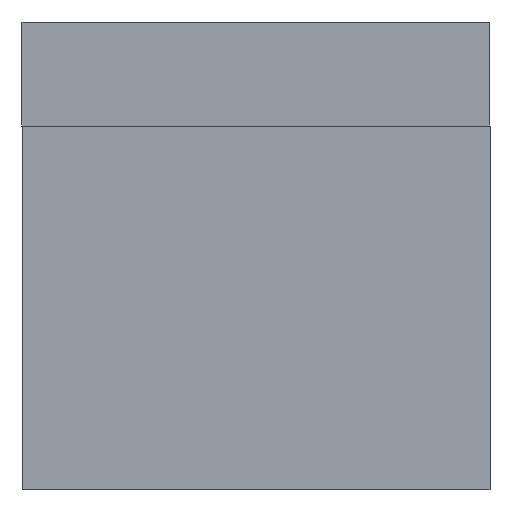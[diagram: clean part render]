
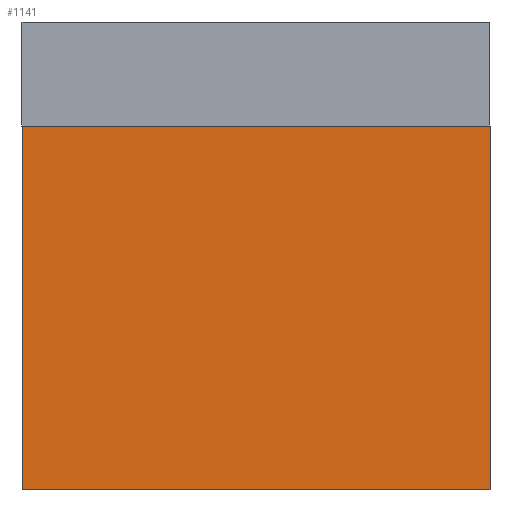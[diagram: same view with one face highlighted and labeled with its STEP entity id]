
A CAD part, left-side view. The second image highlights one B-rep face of the part: STEP entity #1141.
In plain terms, the highlighted planar face has unit normal (-1, 0, 0).
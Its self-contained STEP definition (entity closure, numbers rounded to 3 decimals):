
#14 = ORIENTED_EDGE ( 'NONE', *, *, #403, .T. ) ;
#29 = CARTESIAN_POINT ( 'NONE',  ( -15.5, -11.25, 0. ) ) ;
#61 = VECTOR ( 'NONE', #975, 1000. ) ;
#71 = EDGE_CURVE ( 'NONE', #1294, #2002, #1057, .T. ) ;
#187 = CARTESIAN_POINT ( 'NONE',  ( -15.5, 11.25, 17.5 ) ) ;
#201 = DIRECTION ( 'NONE',  ( 0., -1., 0. ) ) ;
#240 = VECTOR ( 'NONE', #201, 1000. ) ;
#287 = CARTESIAN_POINT ( 'NONE',  ( -15.5, -11.25, 0. ) ) ;
#318 = DIRECTION ( 'NONE',  ( 1., 0., 0. ) ) ;
#355 = CARTESIAN_POINT ( 'NONE',  ( -15.5, -11.25, 17.5 ) ) ;
#403 = EDGE_CURVE ( 'NONE', #1583, #760, #1822, .T. ) ;
#482 = FACE_OUTER_BOUND ( 'NONE', #589, .T. ) ;
#544 = CARTESIAN_POINT ( 'NONE',  ( -15.5, 11.25, 17.5 ) ) ;
#589 = EDGE_LOOP ( 'NONE', ( #14, #1342, #1798, #1700 ) ) ;
#711 = EDGE_CURVE ( 'NONE', #1294, #1583, #1723, .T. ) ;
#760 = VERTEX_POINT ( 'NONE', #29 ) ;
#878 = DIRECTION ( 'NONE',  ( 0., 0., -1. ) ) ;
#975 = DIRECTION ( 'NONE',  ( 0., -1., 0. ) ) ;
#1006 = DIRECTION ( 'NONE',  ( 0., 0., -1. ) ) ;
#1042 = DIRECTION ( 'NONE',  ( 0., 0., -1. ) ) ;
#1057 = LINE ( 'NONE', #1738, #240 ) ;
#1141 = ADVANCED_FACE ( 'NONE', ( #482 ), #1165, .F. ) ;
#1165 = PLANE ( 'NONE',  #1677 ) ;
#1294 = VERTEX_POINT ( 'NONE', #544 ) ;
#1342 = ORIENTED_EDGE ( 'NONE', *, *, #1925, .F. ) ;
#1576 = CARTESIAN_POINT ( 'NONE',  ( -15.5, -11.25, 17.5 ) ) ;
#1583 = VERTEX_POINT ( 'NONE', #1826 ) ;
#1677 = AXIS2_PLACEMENT_3D ( 'NONE', #1853, #318, #1006 ) ;
#1700 = ORIENTED_EDGE ( 'NONE', *, *, #711, .T. ) ;
#1723 = LINE ( 'NONE', #187, #1922 ) ;
#1738 = CARTESIAN_POINT ( 'NONE',  ( -15.5, -11.25, 17.5 ) ) ;
#1749 = VECTOR ( 'NONE', #1042, 1000. ) ;
#1798 = ORIENTED_EDGE ( 'NONE', *, *, #71, .F. ) ;
#1822 = LINE ( 'NONE', #287, #61 ) ;
#1826 = CARTESIAN_POINT ( 'NONE',  ( -15.5, 11.25, 0. ) ) ;
#1853 = CARTESIAN_POINT ( 'NONE',  ( -15.5, -11.25, 17.5 ) ) ;
#1887 = LINE ( 'NONE', #355, #1749 ) ;
#1922 = VECTOR ( 'NONE', #878, 1000. ) ;
#1925 = EDGE_CURVE ( 'NONE', #2002, #760, #1887, .T. ) ;
#2002 = VERTEX_POINT ( 'NONE', #1576 ) ;
